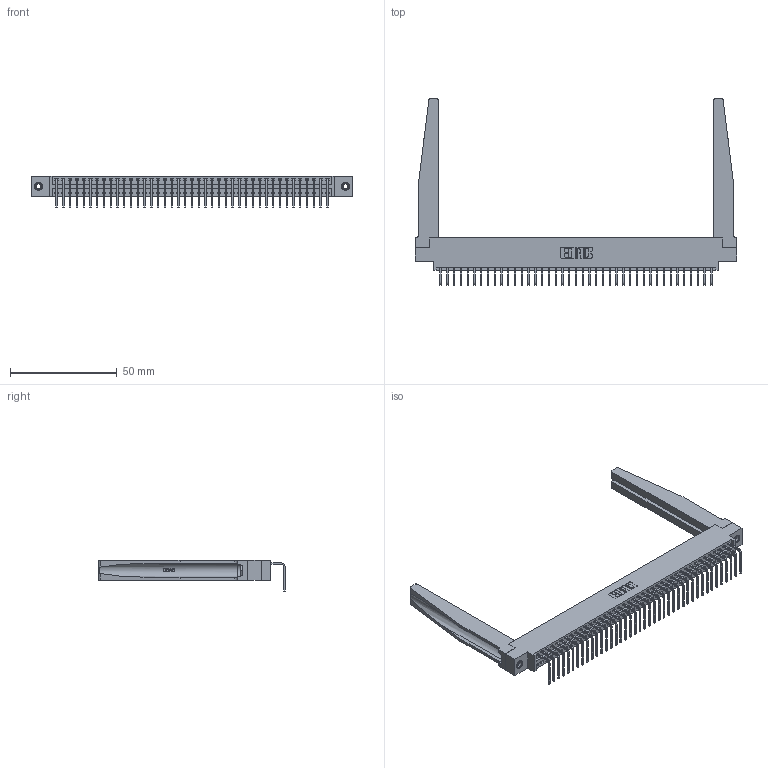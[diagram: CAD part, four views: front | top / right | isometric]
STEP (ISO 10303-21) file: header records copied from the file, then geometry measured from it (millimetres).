
FILE_DESCRIPTION (( 'STEP AP203' ), '1' );
FILE_NAME ('346-041-558-678.STEP', '2022-05-09T13:44:21', ( '' ), ( '' ), 'SwSTEP 2.0', 'SolidWorks 2020', '' );
FILE_SCHEMA (( 'CONFIG_CONTROL_DESIGN' ));
Length unit declared in the file: inch
Products named in the file (5): 345-292-001_558 Tail - 2; 346 Part_0.170 Offset - 0.156 Dia-TH; 346-220-078_345-220-078; 346-041-558-678; 345-250-001_345-250-001-102
Assembly tree (46 placements, depth 2):
  346-041-558-678
    346 Part_0.170 Offset - 0.156 Dia-TH
    345-292-001_558 Tail - 2  x41
    346-220-078_345-220-078  x2
    345-250-001_345-250-001-102  x2
Bounding box: 150.75 x 87.44 x 14.73 mm (x, y, z)
Volume: 21295.9 mm3; surface area: 25518.8 mm2
Topology: 46 solids, 46 shells, 2834 faces, 8447 edges, 5566 vertices
Faces by surface type: plane 1958, cylinder 824, bspline 36, cone 12, torus 4
Entity records: 30960 total; most frequent: CARTESIAN_POINT 6224, ORIENTED_EDGE 5086, DIRECTION 4475, EDGE_CURVE 2543, VECTOR 2153, LINE 2153, VERTEX_POINT 1688, AXIS2_PLACEMENT_3D 1161
